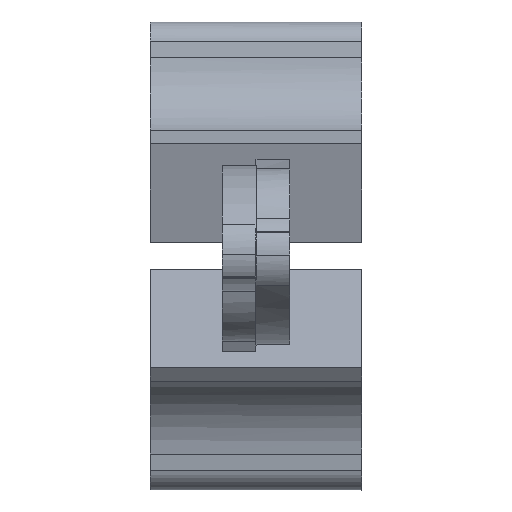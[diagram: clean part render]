
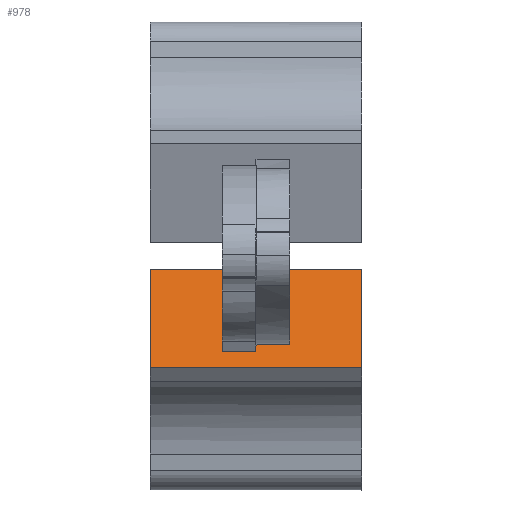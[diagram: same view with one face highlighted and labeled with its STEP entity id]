
A CAD part, top view. The second image highlights one B-rep face of the part: STEP entity #978.
In plain terms, the highlighted planar face has unit normal (0, 0.273, 0.962).
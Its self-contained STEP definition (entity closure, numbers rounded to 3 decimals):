
#931=AXIS2_PLACEMENT_3D('Plane Axis2P3D',#928,#929,#930) ;
#124=CARTESIAN_POINT('Vertex',(0.,17.007,127.384)) ;
#127=CARTESIAN_POINT('Line Origine',(0.,23.878,125.435)) ;
#131=CARTESIAN_POINT('Vertex',(0.,30.749,123.486)) ;
#723=CARTESIAN_POINT('Vertex',(29.49,30.749,123.486)) ;
#726=CARTESIAN_POINT('Line Origine',(29.49,23.878,125.435)) ;
#730=CARTESIAN_POINT('Vertex',(29.49,17.007,127.384)) ;
#915=CARTESIAN_POINT('Line Origine',(14.745,17.007,127.384)) ;
#928=CARTESIAN_POINT('Axis2P3D Location',(0.,17.007,127.384)) ;
#933=CARTESIAN_POINT('Line Origine',(14.745,30.749,123.486)) ;
#944=CARTESIAN_POINT('Line Origine',(12.382,19.206,126.76)) ;
#948=CARTESIAN_POINT('Vertex',(10.02,19.206,126.76)) ;
#950=CARTESIAN_POINT('Vertex',(14.745,19.206,126.76)) ;
#953=CARTESIAN_POINT('Line Origine',(10.02,24.719,125.196)) ;
#957=CARTESIAN_POINT('Vertex',(10.02,30.232,123.632)) ;
#960=CARTESIAN_POINT('Line Origine',(12.382,30.232,123.632)) ;
#964=CARTESIAN_POINT('Vertex',(14.745,30.232,123.632)) ;
#967=CARTESIAN_POINT('Line Origine',(14.745,24.719,125.196)) ;
#128=DIRECTION('Vector Direction',(0.,0.962,-0.273)) ;
#727=DIRECTION('Vector Direction',(0.,-0.962,0.273)) ;
#916=DIRECTION('Vector Direction',(-1.,0.,0.)) ;
#929=DIRECTION('Axis2P3D Direction',(0.,-0.273,-0.962)) ;
#930=DIRECTION('Axis2P3D XDirection',(0.,0.962,-0.273)) ;
#934=DIRECTION('Vector Direction',(1.,0.,0.)) ;
#945=DIRECTION('Vector Direction',(1.,0.,0.)) ;
#954=DIRECTION('Vector Direction',(0.,-0.962,0.273)) ;
#961=DIRECTION('Vector Direction',(-1.,0.,0.)) ;
#968=DIRECTION('Vector Direction',(0.,0.962,-0.273)) ;
#129=VECTOR('Line Direction',#128,1.) ;
#728=VECTOR('Line Direction',#727,1.) ;
#917=VECTOR('Line Direction',#916,1.) ;
#935=VECTOR('Line Direction',#934,1.) ;
#946=VECTOR('Line Direction',#945,1.) ;
#955=VECTOR('Line Direction',#954,1.) ;
#962=VECTOR('Line Direction',#961,1.) ;
#969=VECTOR('Line Direction',#968,1.) ;
#939=ORIENTED_EDGE('',*,*,#133,.F.) ;
#940=ORIENTED_EDGE('',*,*,#919,.F.) ;
#941=ORIENTED_EDGE('',*,*,#732,.F.) ;
#942=ORIENTED_EDGE('',*,*,#937,.F.) ;
#973=ORIENTED_EDGE('',*,*,#952,.F.) ;
#974=ORIENTED_EDGE('',*,*,#959,.F.) ;
#975=ORIENTED_EDGE('',*,*,#966,.F.) ;
#976=ORIENTED_EDGE('',*,*,#971,.F.) ;
#977=FACE_BOUND('',#972,.T.) ;
#978=ADVANCED_FACE('Koerper.2',(#943,#977),#932,.F.) ;
#133=EDGE_CURVE('',#125,#132,#130,.T.) ;
#732=EDGE_CURVE('',#724,#731,#729,.T.) ;
#919=EDGE_CURVE('',#731,#125,#918,.T.) ;
#937=EDGE_CURVE('',#132,#724,#936,.T.) ;
#952=EDGE_CURVE('',#949,#951,#947,.T.) ;
#959=EDGE_CURVE('',#958,#949,#956,.T.) ;
#966=EDGE_CURVE('',#965,#958,#963,.T.) ;
#971=EDGE_CURVE('',#951,#965,#970,.T.) ;
#938=EDGE_LOOP('',(#939,#940,#941,#942)) ;
#972=EDGE_LOOP('',(#973,#974,#975,#976)) ;
#943=FACE_OUTER_BOUND('',#938,.T.) ;
#130=LINE('Line',#127,#129) ;
#729=LINE('Line',#726,#728) ;
#918=LINE('Line',#915,#917) ;
#936=LINE('Line',#933,#935) ;
#947=LINE('Line',#944,#946) ;
#956=LINE('Line',#953,#955) ;
#963=LINE('Line',#960,#962) ;
#970=LINE('Line',#967,#969) ;
#932=PLANE('',#931) ;
#125=VERTEX_POINT('',#124) ;
#132=VERTEX_POINT('',#131) ;
#724=VERTEX_POINT('',#723) ;
#731=VERTEX_POINT('',#730) ;
#949=VERTEX_POINT('',#948) ;
#951=VERTEX_POINT('',#950) ;
#958=VERTEX_POINT('',#957) ;
#965=VERTEX_POINT('',#964) ;
